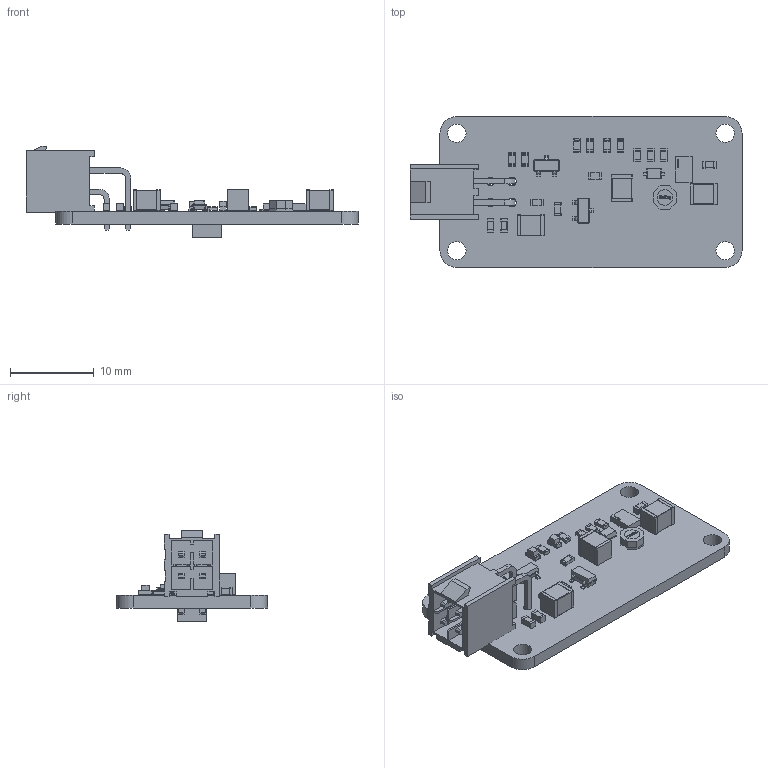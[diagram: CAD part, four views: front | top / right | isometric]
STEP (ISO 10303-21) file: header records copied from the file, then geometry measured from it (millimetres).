
FILE_DESCRIPTION(('KiCad electronic assembly'),'2;1');
FILE_NAME('UV_LED_Pulse.step','2025-02-27T14:23:54',('Pcbnew'),('Kicad') ,'Open CASCADE STEP processor 7.8','KiCad to STEP converter','Unknown' );
FILE_SCHEMA(('AUTOMOTIVE_DESIGN { 1 0 10303 214 1 1 1 1 }'));
Length unit declared in the file: millimetre
Products named in the file (20): UV_LED_Pulse 1; LED_0603_1608Metric; R_0603_1608Metric; C_0603_1608Metric; Download_STP_WE-TPC-2813_rev1; 744029001; Lötfläche; PMEG6010CEJ; C_1210_3225Metric; SOT-23; LT8330EDDBTRMPBF; IPL1-102-01-X-D-RA-K; UV_LED_Pulse 1.17.1; UV_3535; UV_LED_Pulse_copper; UV_LED_Pulse_PCB
Assembly tree (34 placements, depth 3):
  UV_LED_Pulse 1
    LED_0603_1608Metric  x2
    R_0603_1608Metric  x9
    C_0603_1608Metric  x4
    Download_STP_WE-TPC-2813_rev1
      744029001
      744029001
      744029001
      744029001
      Lötfläche
      Lötfläche
    PMEG6010CEJ
    C_1210_3225Metric  x3
    SOT-23  x2
    LT8330EDDBTRMPBF
    IPL1-102-01-X-D-RA-K
      UV_LED_Pulse 1.17.1
    UV_3535
    UV_LED_Pulse_copper
    UV_LED_Pulse_PCB
Bounding box: 39.58 x 18 x 10.93 mm (x, y, z)
Volume: 1274.5 mm3; surface area: 2622.1 mm2
Topology: 45 solids, 45 shells, 1160 faces, 2952 edges, 1916 vertices
Faces by surface type: plane 830, cylinder 247, bspline 67, extrusion 16
Full cylindrical faces by diameter (mm): 0.9 x1, 1.02 x4, 1.85 x1, 1.86 x1, 2.2 x4
Entity records: 25326 total; most frequent: CARTESIAN_POINT 6294, ORIENTED_EDGE 3470, DIRECTION 3102, EDGE_CURVE 1735, VECTOR 1354, LINE 1338, VERTEX_POINT 1132, AXIS2_PLACEMENT_3D 874
